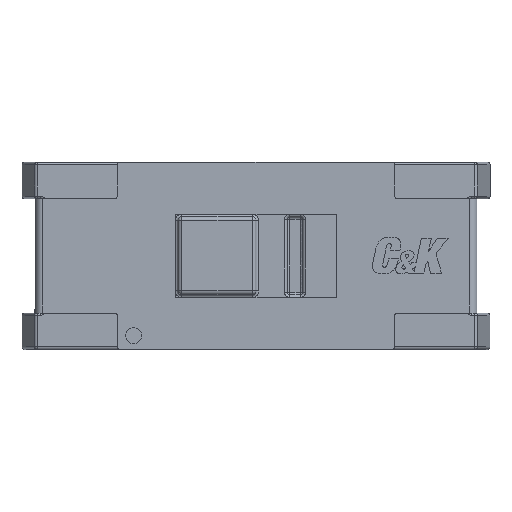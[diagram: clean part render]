
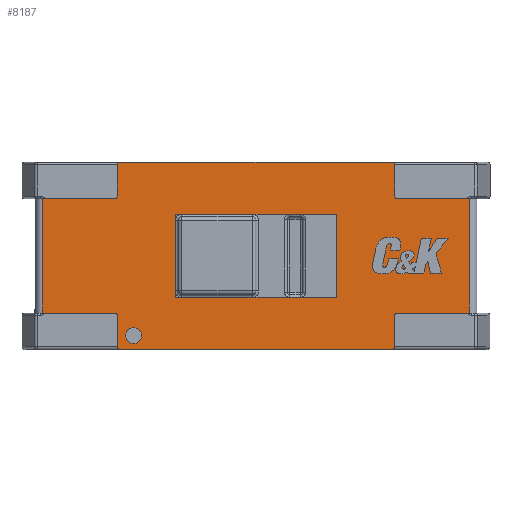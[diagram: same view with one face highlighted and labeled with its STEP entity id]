
A CAD part, top view. The second image highlights one B-rep face of the part: STEP entity #8187.
In plain terms, the highlighted planar face has unit normal (0, 0, 1).
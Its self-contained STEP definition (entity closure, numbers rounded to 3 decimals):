
#279=FACE_BOUND('',#1092,.T.);
#373=PLANE('',#8851);
#591=FACE_OUTER_BOUND('',#1091,.T.);
#1091=EDGE_LOOP('',(#5759,#5760,#5761,#5762,#5763,#5764,#5765,#5766,#5767,
#5768,#5769,#5770,#5771,#5772,#5773,#5774,#5775,#5776,#5777,#5778));
#1092=EDGE_LOOP('',(#5779,#5780,#5781,#5782,#5783,#5784,#5785,#5786));
#1663=LINE('',#12391,#2403);
#1671=LINE('',#12414,#2411);
#1672=LINE('',#12417,#2412);
#1673=LINE('',#12421,#2413);
#1674=LINE('',#12425,#2414);
#1675=LINE('',#12427,#2415);
#1676=LINE('',#12429,#2416);
#1677=LINE('',#12433,#2417);
#1678=LINE('',#12437,#2418);
#1679=LINE('',#12441,#2419);
#1680=LINE('',#12445,#2420);
#1681=LINE('',#12446,#2421);
#1682=LINE('',#12449,#2422);
#1683=LINE('',#12453,#2423);
#1684=LINE('',#12457,#2424);
#1685=LINE('',#12461,#2425);
#2403=VECTOR('',#9919,10.);
#2411=VECTOR('',#9939,10.);
#2412=VECTOR('',#9942,10.);
#2413=VECTOR('',#9945,10.);
#2414=VECTOR('',#9948,10.);
#2415=VECTOR('',#9949,10.);
#2416=VECTOR('',#9950,10.);
#2417=VECTOR('',#9953,10.);
#2418=VECTOR('',#9956,10.);
#2419=VECTOR('',#9959,10.);
#2420=VECTOR('',#9962,10.);
#2421=VECTOR('',#9963,10.);
#2422=VECTOR('',#9964,10.);
#2423=VECTOR('',#9967,10.);
#2424=VECTOR('',#9970,10.);
#2425=VECTOR('',#9973,10.);
#3045=CIRCLE('',#8842,0.05);
#3050=CIRCLE('',#8849,0.05);
#3051=CIRCLE('',#8852,0.05);
#3052=CIRCLE('',#8853,0.05);
#3053=CIRCLE('',#8854,0.05);
#3054=CIRCLE('',#8855,0.05);
#3055=CIRCLE('',#8856,0.05);
#3056=CIRCLE('',#8857,0.05);
#3057=CIRCLE('',#8858,0.01);
#3058=CIRCLE('',#8859,0.01);
#3059=CIRCLE('',#8860,0.01);
#3060=CIRCLE('',#8861,0.01);
#3511=VERTEX_POINT('',#12381);
#3512=VERTEX_POINT('',#12382);
#3515=VERTEX_POINT('',#12390);
#3523=VERTEX_POINT('',#12407);
#3524=VERTEX_POINT('',#12409);
#3525=VERTEX_POINT('',#12416);
#3526=VERTEX_POINT('',#12418);
#3527=VERTEX_POINT('',#12420);
#3528=VERTEX_POINT('',#12422);
#3529=VERTEX_POINT('',#12424);
#3530=VERTEX_POINT('',#12426);
#3531=VERTEX_POINT('',#12428);
#3532=VERTEX_POINT('',#12430);
#3533=VERTEX_POINT('',#12432);
#3534=VERTEX_POINT('',#12434);
#3535=VERTEX_POINT('',#12436);
#3536=VERTEX_POINT('',#12438);
#3537=VERTEX_POINT('',#12440);
#3538=VERTEX_POINT('',#12442);
#3539=VERTEX_POINT('',#12444);
#3540=VERTEX_POINT('',#12447);
#3541=VERTEX_POINT('',#12448);
#3542=VERTEX_POINT('',#12450);
#3543=VERTEX_POINT('',#12452);
#3544=VERTEX_POINT('',#12454);
#3545=VERTEX_POINT('',#12456);
#3546=VERTEX_POINT('',#12458);
#3547=VERTEX_POINT('',#12460);
#4341=EDGE_CURVE('',#3511,#3512,#3045,.T.);
#4345=EDGE_CURVE('',#3515,#3512,#1663,.T.);
#4354=EDGE_CURVE('',#3523,#3524,#3050,.T.);
#4357=EDGE_CURVE('',#3511,#3524,#1671,.T.);
#4358=EDGE_CURVE('',#3525,#3523,#1672,.T.);
#4359=EDGE_CURVE('',#3526,#3525,#3051,.T.);
#4360=EDGE_CURVE('',#3526,#3527,#1673,.T.);
#4361=EDGE_CURVE('',#3528,#3527,#3052,.T.);
#4362=EDGE_CURVE('',#3528,#3529,#1674,.T.);
#4363=EDGE_CURVE('',#3530,#3529,#1675,.T.);
#4364=EDGE_CURVE('',#3530,#3531,#1676,.T.);
#4365=EDGE_CURVE('',#3532,#3531,#3053,.T.);
#4366=EDGE_CURVE('',#3532,#3533,#1677,.T.);
#4367=EDGE_CURVE('',#3534,#3533,#3054,.T.);
#4368=EDGE_CURVE('',#3535,#3534,#1678,.T.);
#4369=EDGE_CURVE('',#3536,#3535,#3055,.T.);
#4370=EDGE_CURVE('',#3536,#3537,#1679,.T.);
#4371=EDGE_CURVE('',#3538,#3537,#3056,.T.);
#4372=EDGE_CURVE('',#3538,#3539,#1680,.T.);
#4373=EDGE_CURVE('',#3515,#3539,#1681,.T.);
#4374=EDGE_CURVE('',#3540,#3541,#1682,.T.);
#4375=EDGE_CURVE('',#3542,#3541,#3057,.T.);
#4376=EDGE_CURVE('',#3542,#3543,#1683,.T.);
#4377=EDGE_CURVE('',#3544,#3543,#3058,.T.);
#4378=EDGE_CURVE('',#3544,#3545,#1684,.T.);
#4379=EDGE_CURVE('',#3546,#3545,#3059,.T.);
#4380=EDGE_CURVE('',#3546,#3547,#1685,.T.);
#4381=EDGE_CURVE('',#3540,#3547,#3060,.T.);
#5759=ORIENTED_EDGE('',*,*,#4354,.F.);
#5760=ORIENTED_EDGE('',*,*,#4358,.F.);
#5761=ORIENTED_EDGE('',*,*,#4359,.F.);
#5762=ORIENTED_EDGE('',*,*,#4360,.T.);
#5763=ORIENTED_EDGE('',*,*,#4361,.F.);
#5764=ORIENTED_EDGE('',*,*,#4362,.T.);
#5765=ORIENTED_EDGE('',*,*,#4363,.F.);
#5766=ORIENTED_EDGE('',*,*,#4364,.T.);
#5767=ORIENTED_EDGE('',*,*,#4365,.F.);
#5768=ORIENTED_EDGE('',*,*,#4366,.T.);
#5769=ORIENTED_EDGE('',*,*,#4367,.F.);
#5770=ORIENTED_EDGE('',*,*,#4368,.F.);
#5771=ORIENTED_EDGE('',*,*,#4369,.F.);
#5772=ORIENTED_EDGE('',*,*,#4370,.T.);
#5773=ORIENTED_EDGE('',*,*,#4371,.F.);
#5774=ORIENTED_EDGE('',*,*,#4372,.T.);
#5775=ORIENTED_EDGE('',*,*,#4373,.F.);
#5776=ORIENTED_EDGE('',*,*,#4345,.T.);
#5777=ORIENTED_EDGE('',*,*,#4341,.F.);
#5778=ORIENTED_EDGE('',*,*,#4357,.T.);
#5779=ORIENTED_EDGE('',*,*,#4374,.T.);
#5780=ORIENTED_EDGE('',*,*,#4375,.F.);
#5781=ORIENTED_EDGE('',*,*,#4376,.T.);
#5782=ORIENTED_EDGE('',*,*,#4377,.F.);
#5783=ORIENTED_EDGE('',*,*,#4378,.T.);
#5784=ORIENTED_EDGE('',*,*,#4379,.F.);
#5785=ORIENTED_EDGE('',*,*,#4380,.T.);
#5786=ORIENTED_EDGE('',*,*,#4381,.F.);
#8187=ADVANCED_FACE('',(#591,#279),#373,.T.);
#8842=AXIS2_PLACEMENT_3D('',#12383,#9911,#9912);
#8849=AXIS2_PLACEMENT_3D('',#12410,#9933,#9934);
#8851=AXIS2_PLACEMENT_3D('',#12415,#9940,#9941);
#8852=AXIS2_PLACEMENT_3D('',#12419,#9943,#9944);
#8853=AXIS2_PLACEMENT_3D('',#12423,#9946,#9947);
#8854=AXIS2_PLACEMENT_3D('',#12431,#9951,#9952);
#8855=AXIS2_PLACEMENT_3D('',#12435,#9954,#9955);
#8856=AXIS2_PLACEMENT_3D('',#12439,#9957,#9958);
#8857=AXIS2_PLACEMENT_3D('',#12443,#9960,#9961);
#8858=AXIS2_PLACEMENT_3D('',#12451,#9965,#9966);
#8859=AXIS2_PLACEMENT_3D('',#12455,#9968,#9969);
#8860=AXIS2_PLACEMENT_3D('',#12459,#9971,#9972);
#8861=AXIS2_PLACEMENT_3D('',#12462,#9974,#9975);
#9911=DIRECTION('center_axis',(0.,0.,1.));
#9912=DIRECTION('ref_axis',(0.707,0.707,0.));
#9919=DIRECTION('',(1.,0.,0.));
#9933=DIRECTION('center_axis',(0.,0.,-1.));
#9934=DIRECTION('ref_axis',(-0.707,-0.707,0.));
#9939=DIRECTION('',(0.,-1.,0.));
#9940=DIRECTION('center_axis',(0.,0.,1.));
#9941=DIRECTION('ref_axis',(1.,0.,0.));
#9942=DIRECTION('',(-1.,0.,0.));
#9943=DIRECTION('center_axis',(0.,0.,-1.));
#9944=DIRECTION('ref_axis',(0.707,-0.707,0.));
#9945=DIRECTION('',(0.,1.,0.));
#9946=DIRECTION('center_axis',(0.,0.,1.));
#9947=DIRECTION('ref_axis',(-0.707,0.707,0.));
#9948=DIRECTION('',(1.,0.,0.));
#9949=DIRECTION('',(0.,-1.,0.));
#9950=DIRECTION('',(-1.,0.,0.));
#9951=DIRECTION('center_axis',(0.,0.,1.));
#9952=DIRECTION('ref_axis',(-0.707,-0.707,0.));
#9953=DIRECTION('',(0.,1.,0.));
#9954=DIRECTION('center_axis',(0.,0.,-1.));
#9955=DIRECTION('ref_axis',(0.707,0.707,0.));
#9956=DIRECTION('',(1.,0.,0.));
#9957=DIRECTION('center_axis',(0.,0.,-1.));
#9958=DIRECTION('ref_axis',(-0.707,0.707,0.));
#9959=DIRECTION('',(0.,-1.,0.));
#9960=DIRECTION('center_axis',(0.,0.,1.));
#9961=DIRECTION('ref_axis',(0.707,-0.707,0.));
#9962=DIRECTION('',(-1.,0.,0.));
#9963=DIRECTION('',(0.,1.,0.));
#9964=DIRECTION('',(0.,-1.,0.));
#9965=DIRECTION('center_axis',(0.,0.,1.));
#9966=DIRECTION('ref_axis',(0.707,-0.707,0.));
#9967=DIRECTION('',(-1.,0.,0.));
#9968=DIRECTION('center_axis',(0.,0.,1.));
#9969=DIRECTION('ref_axis',(-0.707,-0.707,0.));
#9970=DIRECTION('',(0.,1.,0.));
#9971=DIRECTION('center_axis',(0.,0.,1.));
#9972=DIRECTION('ref_axis',(-0.707,0.707,0.));
#9973=DIRECTION('',(1.,0.,0.));
#9974=DIRECTION('center_axis',(0.,0.,1.));
#9975=DIRECTION('ref_axis',(0.707,0.707,0.));
#12381=CARTESIAN_POINT('',(-2.67,-1.149,3.6));
#12382=CARTESIAN_POINT('',(-2.72,-1.099,3.6));
#12383=CARTESIAN_POINT('Origin',(-2.72,-1.149,3.6));
#12390=CARTESIAN_POINT('',(-4.1,-1.099,3.6));
#12391=CARTESIAN_POINT('',(-4.51,-1.099,3.6));
#12407=CARTESIAN_POINT('',(-2.62,-1.8,3.6));
#12409=CARTESIAN_POINT('',(-2.67,-1.75,3.6));
#12410=CARTESIAN_POINT('Origin',(-2.62,-1.75,3.6));
#12414=CARTESIAN_POINT('',(-2.67,-0.55,3.6));
#12415=CARTESIAN_POINT('Origin',(-4.25,0.,3.6));
#12416=CARTESIAN_POINT('',(2.62,-1.8,3.6));
#12417=CARTESIAN_POINT('',(-4.25,-1.8,3.6));
#12418=CARTESIAN_POINT('',(2.67,-1.75,3.6));
#12419=CARTESIAN_POINT('Origin',(2.62,-1.75,3.6));
#12420=CARTESIAN_POINT('',(2.67,-1.149,3.6));
#12421=CARTESIAN_POINT('',(2.67,-1.064,3.6));
#12422=CARTESIAN_POINT('',(2.72,-1.099,3.6));
#12423=CARTESIAN_POINT('Origin',(2.72,-1.149,3.6));
#12424=CARTESIAN_POINT('',(4.1,-1.099,3.6));
#12425=CARTESIAN_POINT('',(-0.79,-1.099,3.6));
#12426=CARTESIAN_POINT('',(4.1,1.099,3.6));
#12427=CARTESIAN_POINT('',(4.1,0.,3.6));
#12428=CARTESIAN_POINT('',(2.72,1.099,3.6));
#12429=CARTESIAN_POINT('',(0.26,1.099,3.6));
#12430=CARTESIAN_POINT('',(2.67,1.149,3.6));
#12431=CARTESIAN_POINT('Origin',(2.72,1.149,3.6));
#12432=CARTESIAN_POINT('',(2.67,1.75,3.6));
#12433=CARTESIAN_POINT('',(2.67,0.55,3.6));
#12434=CARTESIAN_POINT('',(2.62,1.8,3.6));
#12435=CARTESIAN_POINT('Origin',(2.62,1.75,3.6));
#12436=CARTESIAN_POINT('',(-2.62,1.8,3.6));
#12437=CARTESIAN_POINT('',(-4.25,1.8,3.6));
#12438=CARTESIAN_POINT('',(-2.67,1.75,3.6));
#12439=CARTESIAN_POINT('Origin',(-2.62,1.75,3.6));
#12440=CARTESIAN_POINT('',(-2.67,1.149,3.6));
#12441=CARTESIAN_POINT('',(-2.67,1.064,3.6));
#12442=CARTESIAN_POINT('',(-2.72,1.099,3.6));
#12443=CARTESIAN_POINT('Origin',(-2.72,1.149,3.6));
#12444=CARTESIAN_POINT('',(-4.1,1.099,3.6));
#12445=CARTESIAN_POINT('',(-3.46,1.099,3.6));
#12446=CARTESIAN_POINT('',(-4.1,0.,3.6));
#12447=CARTESIAN_POINT('',(1.55,0.79,3.6));
#12448=CARTESIAN_POINT('',(1.55,-0.79,3.6));
#12449=CARTESIAN_POINT('',(1.55,0.4,3.6));
#12450=CARTESIAN_POINT('',(1.54,-0.8,3.6));
#12451=CARTESIAN_POINT('Origin',(1.54,-0.79,3.6));
#12452=CARTESIAN_POINT('',(-1.54,-0.8,3.6));
#12453=CARTESIAN_POINT('',(-1.35,-0.8,3.6));
#12454=CARTESIAN_POINT('',(-1.55,-0.79,3.6));
#12455=CARTESIAN_POINT('Origin',(-1.54,-0.79,3.6));
#12456=CARTESIAN_POINT('',(-1.55,0.79,3.6));
#12457=CARTESIAN_POINT('',(-1.55,-0.4,3.6));
#12458=CARTESIAN_POINT('',(-1.54,0.8,3.6));
#12459=CARTESIAN_POINT('Origin',(-1.54,0.79,3.6));
#12460=CARTESIAN_POINT('',(1.54,0.8,3.6));
#12461=CARTESIAN_POINT('',(-2.9,0.8,3.6));
#12462=CARTESIAN_POINT('Origin',(1.54,0.79,3.6));
